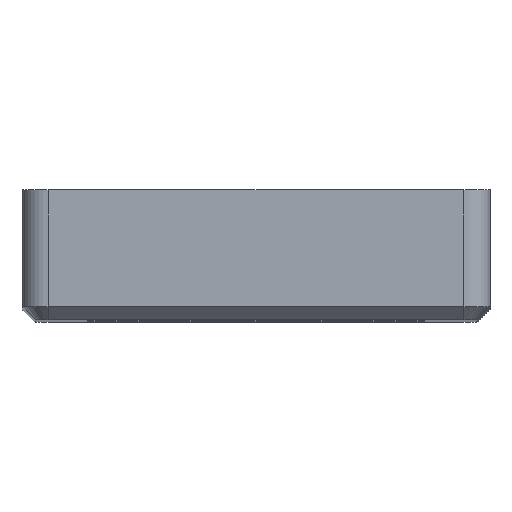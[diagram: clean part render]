
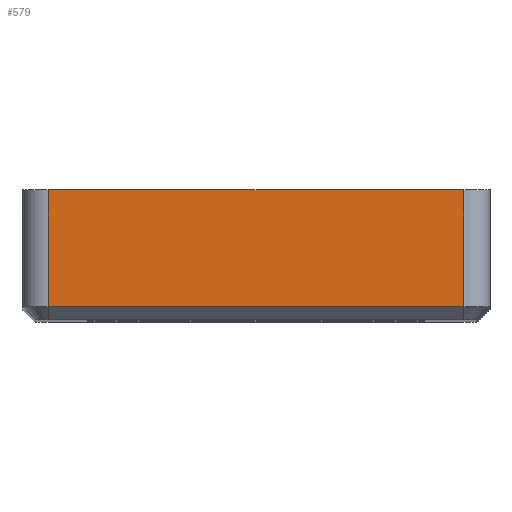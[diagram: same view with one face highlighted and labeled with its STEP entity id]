
A CAD part, top view. The second image highlights one B-rep face of the part: STEP entity #579.
In plain terms, the highlighted planar face has unit normal (0, 0, 1).
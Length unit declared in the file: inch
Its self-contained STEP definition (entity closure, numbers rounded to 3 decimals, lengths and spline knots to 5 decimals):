
#33=PLANE('',#652);
#62=FACE_OUTER_BOUND('',#99,.T.);
#99=EDGE_LOOP('',(#446,#447,#448,#449,#450));
#134=LINE('',#930,#176);
#154=LINE('',#988,#196);
#155=LINE('',#992,#197);
#156=LINE('',#994,#198);
#157=LINE('',#995,#199);
#176=VECTOR('',#729,0.3937);
#196=VECTOR('',#787,0.3937);
#197=VECTOR('',#792,0.3937);
#198=VECTOR('',#793,0.3937);
#199=VECTOR('',#794,0.3937);
#260=VERTEX_POINT('',#923);
#263=VERTEX_POINT('',#928);
#282=VERTEX_POINT('',#987);
#283=VERTEX_POINT('',#991);
#284=VERTEX_POINT('',#993);
#315=EDGE_CURVE('',#263,#260,#134,.T.);
#344=EDGE_CURVE('',#260,#282,#154,.T.);
#346=EDGE_CURVE('',#283,#263,#155,.T.);
#347=EDGE_CURVE('',#284,#283,#156,.T.);
#348=EDGE_CURVE('',#282,#284,#157,.T.);
#446=ORIENTED_EDGE('',*,*,#315,.F.);
#447=ORIENTED_EDGE('',*,*,#346,.F.);
#448=ORIENTED_EDGE('',*,*,#347,.F.);
#449=ORIENTED_EDGE('',*,*,#348,.F.);
#450=ORIENTED_EDGE('',*,*,#344,.F.);
#579=ADVANCED_FACE('',(#62),#33,.T.);
#652=AXIS2_PLACEMENT_3D('',#990,#790,#791);
#729=DIRECTION('',(-1.,0.,0.));
#787=DIRECTION('',(0.,1.,0.));
#790=DIRECTION('center_axis',(0.,0.,1.));
#791=DIRECTION('ref_axis',(1.,0.,0.));
#792=DIRECTION('',(0.,-1.,0.));
#793=DIRECTION('',(1.,0.,0.));
#794=DIRECTION('',(1.,0.,0.));
#923=CARTESIAN_POINT('',(-1.,-0.0625,3.375));
#928=CARTESIAN_POINT('',(1.,-0.0625,3.375));
#930=CARTESIAN_POINT('',(-0.5625,-0.0625,3.375));
#987=CARTESIAN_POINT('',(-1.,0.5,3.375));
#988=CARTESIAN_POINT('',(-1.,0.,3.375));
#990=CARTESIAN_POINT('Origin',(-1.125,0.,3.375));
#991=CARTESIAN_POINT('',(1.,0.5,3.375));
#992=CARTESIAN_POINT('',(1.,0.,3.375));
#993=CARTESIAN_POINT('',(0.,0.5,3.375));
#994=CARTESIAN_POINT('',(-1.125,0.5,3.375));
#995=CARTESIAN_POINT('',(-1.125,0.5,3.375));
